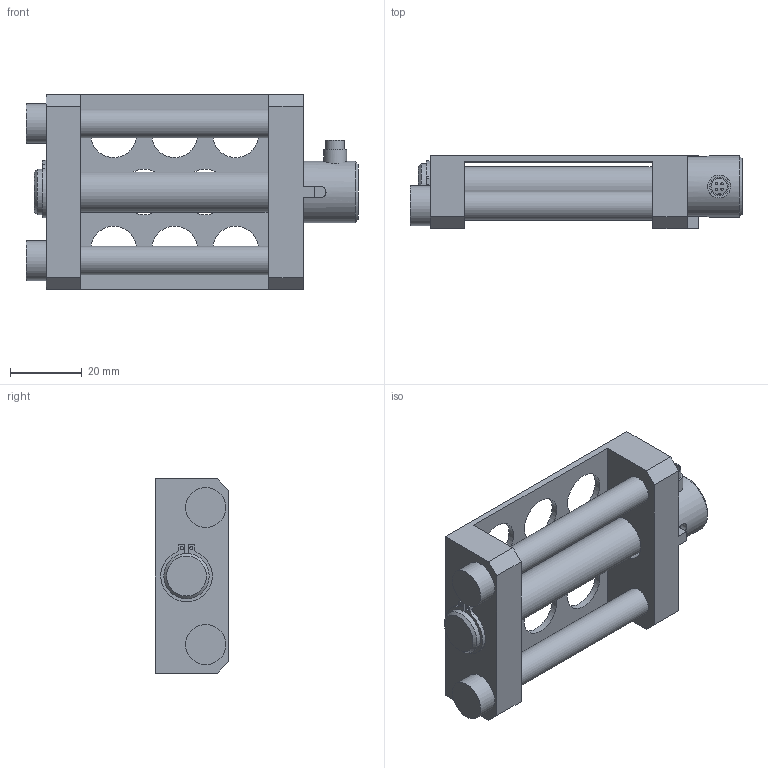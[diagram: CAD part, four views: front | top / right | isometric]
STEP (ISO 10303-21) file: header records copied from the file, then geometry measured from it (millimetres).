
FILE_DESCRIPTION((''),'2;1');
FILE_NAME('LAU300.stp','2010-11-29T09:47:00',('thomasl'),(''),'Autodesk Inventor 2008','Autodesk Inventor 2008','');
FILE_SCHEMA(('AUTOMOTIVE_DESIGN { 1 0 10303 214 1 1 1 1 }'));
Length unit declared in the file: inch
Products named in the file (2): LAU300; PART1
Assembly tree (1 placements, depth 2):
  LAU300
    PART1
Bounding box: 92.27 x 20.32 x 53.98 mm (x, y, z)
Volume: 38835 mm3; surface area: 19615 mm2
Topology: 1 solids, 1 shells, 105 faces, 254 edges, 170 vertices
Faces by surface type: plane 60, cylinder 43, cone 2
Full cylindrical faces by diameter (mm): 0.635 x4, 0.889 x2, 4.572 x1, 5.207 x1, 6.35 x1, 7.938 x4, 8.052 x2, 11.1 x1, 11.125 x2, 11.887 x1, 12.167 x1, 12.294 x1, 12.624 x3, 12.7 x10, 17.018 x1
Entity records: 3171 total; most frequent: CARTESIAN_POINT 738, DIRECTION 488, ORIENTED_EDGE 422, EDGE_CURVE 211, AXIS2_PLACEMENT_3D 190, EDGE_LOOP 188, VERTEX_POINT 165, VECTOR 108
